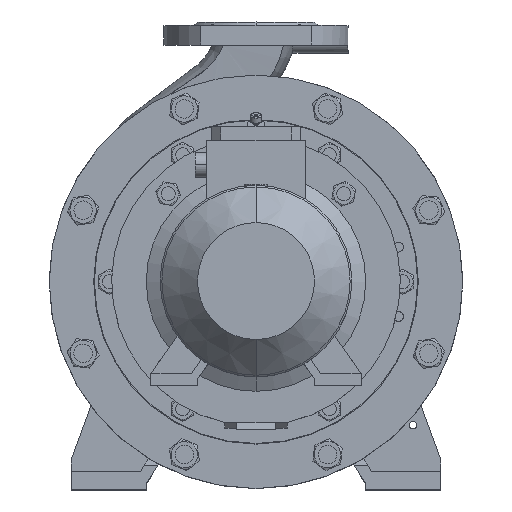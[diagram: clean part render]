
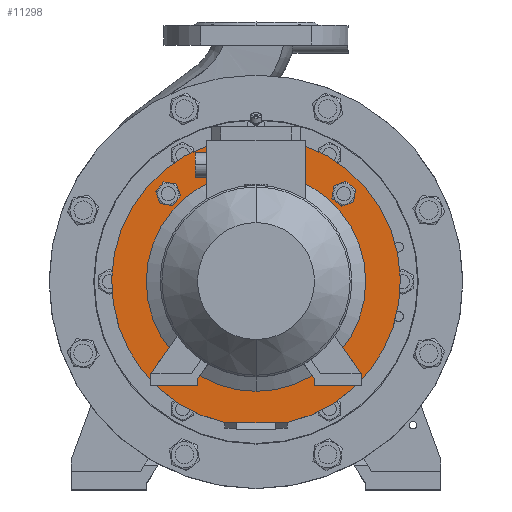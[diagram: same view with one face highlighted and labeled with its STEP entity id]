
A CAD part, top view. The second image highlights one B-rep face of the part: STEP entity #11298.
In plain terms, the highlighted planar face has unit normal (0, 0, 1).
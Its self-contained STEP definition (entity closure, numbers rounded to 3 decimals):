
#309 = ORIENTED_EDGE ( 'NONE', *, *, #46334, .F. ) ;
#406 = FACE_BOUND ( 'NONE', #64932, .T. ) ;
#1437 = PLANE ( 'NONE',  #3760 ) ;
#3760 = AXIS2_PLACEMENT_3D ( 'NONE', #57123, #27125, #26913 ) ;
#4344 = FACE_BOUND ( 'NONE', #48750, .T. ) ;
#5177 = FACE_OUTER_BOUND ( 'NONE', #45156, .T. ) ;
#5282 = ORIENTED_EDGE ( 'NONE', *, *, #8102, .T. ) ;
#5580 = EDGE_CURVE ( 'NONE', #17462, #45242, #53035, .T. ) ;
#5839 = CARTESIAN_POINT ( 'NONE',  ( -84.902, 77.581, 190. ) ) ;
#6206 = CIRCLE ( 'NONE', #29771, 9.025 ) ;
#6545 = CARTESIAN_POINT ( 'NONE',  ( 0., 0., 190. ) ) ;
#6735 = EDGE_CURVE ( 'NONE', #52920, #33946, #40892, .T. ) ;
#7520 = CARTESIAN_POINT ( 'NONE',  ( 0., 95., 190. ) ) ;
#7760 = DIRECTION ( 'NONE',  ( 0., -1., 0. ) ) ;
#8102 = EDGE_CURVE ( 'NONE', #57093, #16119, #13850, .T. ) ;
#8484 = EDGE_CURVE ( 'NONE', #11089, #50216, #16928, .T. ) ;
#9218 = DIRECTION ( 'NONE',  ( 0., 0., 1. ) ) ;
#9246 = DIRECTION ( 'NONE',  ( 0., 0., 1. ) ) ;
#11089 = VERTEX_POINT ( 'NONE', #24019 ) ;
#11215 = CARTESIAN_POINT ( 'NONE',  ( -74.447, -67.126, 190. ) ) ;
#11298 = ADVANCED_FACE ( 'NONE', ( #4344, #15480, #42376, #406, #5177, #47858 ), #1437, .T. ) ;
#13565 = CARTESIAN_POINT ( 'NONE',  ( 0., 0., 190. ) ) ;
#13850 = CIRCLE ( 'NONE', #27336, 95. ) ;
#14169 = ORIENTED_EDGE ( 'NONE', *, *, #6735, .F. ) ;
#14365 = ORIENTED_EDGE ( 'NONE', *, *, #39538, .T. ) ;
#14376 = EDGE_CURVE ( 'NONE', #45242, #17462, #65489, .T. ) ;
#15480 = FACE_BOUND ( 'NONE', #36254, .T. ) ;
#15542 = CIRCLE ( 'NONE', #52851, 125. ) ;
#15870 = ORIENTED_EDGE ( 'NONE', *, *, #25071, .T. ) ;
#16119 = VERTEX_POINT ( 'NONE', #7520 ) ;
#16151 = VERTEX_POINT ( 'NONE', #63810 ) ;
#16732 = DIRECTION ( 'NONE',  ( 0., 1., 0. ) ) ;
#16812 = CARTESIAN_POINT ( 'NONE',  ( -27.221, -122., 190. ) ) ;
#16928 = CIRCLE ( 'NONE', #48835, 125. ) ;
#17462 = VERTEX_POINT ( 'NONE', #29814 ) ;
#17905 = EDGE_CURVE ( 'NONE', #16119, #57093, #51258, .T. ) ;
#18213 = CIRCLE ( 'NONE', #33129, 9.025 ) ;
#19177 = CARTESIAN_POINT ( 'NONE',  ( 0., 0., 190. ) ) ;
#19184 = DIRECTION ( 'NONE',  ( 0., -1., 0. ) ) ;
#19213 = CIRCLE ( 'NONE', #23239, 9.025 ) ;
#19247 = DIRECTION ( 'NONE',  ( 0., -1., 0. ) ) ;
#19899 = CARTESIAN_POINT ( 'NONE',  ( -76.014, -76.014, 190. ) ) ;
#20084 = LINE ( 'NONE', #46871, #48538 ) ;
#20132 = CARTESIAN_POINT ( 'NONE',  ( 77.581, 84.902, 190. ) ) ;
#20743 = ORIENTED_EDGE ( 'NONE', *, *, #5580, .F. ) ;
#21296 = EDGE_CURVE ( 'NONE', #16151, #60988, #19213, .T. ) ;
#22176 = AXIS2_PLACEMENT_3D ( 'NONE', #19899, #65400, #44668 ) ;
#22414 = EDGE_CURVE ( 'NONE', #63681, #43769, #18213, .T. ) ;
#23239 = AXIS2_PLACEMENT_3D ( 'NONE', #33359, #9246, #19184 ) ;
#24019 = CARTESIAN_POINT ( 'NONE',  ( 0., 125., 190. ) ) ;
#24097 = CARTESIAN_POINT ( 'NONE',  ( -76.014, 76.014, 190. ) ) ;
#24697 = DIRECTION ( 'NONE',  ( 0., 1., 0. ) ) ;
#25071 = EDGE_CURVE ( 'NONE', #43769, #63681, #29867, .T. ) ;
#26701 = ORIENTED_EDGE ( 'NONE', *, *, #17905, .T. ) ;
#26913 = DIRECTION ( 'NONE',  ( 0., -1., 0. ) ) ;
#27125 = DIRECTION ( 'NONE',  ( 0., 0., 1. ) ) ;
#27336 = AXIS2_PLACEMENT_3D ( 'NONE', #19177, #34277, #24697 ) ;
#27700 = CIRCLE ( 'NONE', #22176, 9.025 ) ;
#28826 = ORIENTED_EDGE ( 'NONE', *, *, #59344, .F. ) ;
#29355 = CARTESIAN_POINT ( 'NONE',  ( 76.014, 76.014, 190. ) ) ;
#29771 = AXIS2_PLACEMENT_3D ( 'NONE', #29355, #9218, #48965 ) ;
#29814 = CARTESIAN_POINT ( 'NONE',  ( 67.126, -74.447, 190. ) ) ;
#29867 = CIRCLE ( 'NONE', #32450, 9.025 ) ;
#30883 = ORIENTED_EDGE ( 'NONE', *, *, #49513, .F. ) ;
#31015 = EDGE_LOOP ( 'NONE', ( #26701, #5282 ) ) ;
#31723 = CARTESIAN_POINT ( 'NONE',  ( 27.221, -122., 190. ) ) ;
#32450 = AXIS2_PLACEMENT_3D ( 'NONE', #41520, #36014, #46529 ) ;
#33129 = AXIS2_PLACEMENT_3D ( 'NONE', #24097, #54350, #19247 ) ;
#33359 = CARTESIAN_POINT ( 'NONE',  ( 76.014, 76.014, 190. ) ) ;
#33387 = VERTEX_POINT ( 'NONE', #16812 ) ;
#33946 = VERTEX_POINT ( 'NONE', #11215 ) ;
#34277 = DIRECTION ( 'NONE',  ( 0., 0., -1. ) ) ;
#34751 = CARTESIAN_POINT ( 'NONE',  ( -77.581, -84.902, 190. ) ) ;
#34902 = EDGE_LOOP ( 'NONE', ( #20743, #38489 ) ) ;
#35494 = ORIENTED_EDGE ( 'NONE', *, *, #8484, .F. ) ;
#36014 = DIRECTION ( 'NONE',  ( 0., 0., -1. ) ) ;
#36254 = EDGE_LOOP ( 'NONE', ( #309, #14169 ) ) ;
#38489 = ORIENTED_EDGE ( 'NONE', *, *, #14376, .F. ) ;
#38587 = DIRECTION ( 'NONE',  ( 0., -1., 0. ) ) ;
#39538 = EDGE_CURVE ( 'NONE', #33387, #50216, #20084, .T. ) ;
#40421 = CARTESIAN_POINT ( 'NONE',  ( 0., 0., 190. ) ) ;
#40605 = CARTESIAN_POINT ( 'NONE',  ( -76.014, -76.014, 190. ) ) ;
#40892 = CIRCLE ( 'NONE', #49128, 9.025 ) ;
#41520 = CARTESIAN_POINT ( 'NONE',  ( -76.014, 76.014, 190. ) ) ;
#41950 = DIRECTION ( 'NONE',  ( 0., 0., -1. ) ) ;
#42376 = FACE_BOUND ( 'NONE', #34902, .T. ) ;
#43651 = DIRECTION ( 'NONE',  ( 0., 0., -1. ) ) ;
#43769 = VERTEX_POINT ( 'NONE', #5839 ) ;
#44668 = DIRECTION ( 'NONE',  ( 0., -1., 0. ) ) ;
#44851 = AXIS2_PLACEMENT_3D ( 'NONE', #13565, #43651, #53526 ) ;
#45156 = EDGE_LOOP ( 'NONE', ( #14365, #35494, #28826 ) ) ;
#45242 = VERTEX_POINT ( 'NONE', #64686 ) ;
#45445 = DIRECTION ( 'NONE',  ( 0., 0., -1. ) ) ;
#46334 = EDGE_CURVE ( 'NONE', #33946, #52920, #27700, .T. ) ;
#46529 = DIRECTION ( 'NONE',  ( 0., -1., 0. ) ) ;
#46674 = CARTESIAN_POINT ( 'NONE',  ( -67.126, 74.447, 190. ) ) ;
#46871 = CARTESIAN_POINT ( 'NONE',  ( -125., -122., 190. ) ) ;
#47858 = FACE_BOUND ( 'NONE', #31015, .T. ) ;
#48538 = VECTOR ( 'NONE', #57029, 1000. ) ;
#48750 = EDGE_LOOP ( 'NONE', ( #57834, #15870 ) ) ;
#48835 = AXIS2_PLACEMENT_3D ( 'NONE', #6545, #41950, #16732 ) ;
#48965 = DIRECTION ( 'NONE',  ( 0., -1., 0. ) ) ;
#49128 = AXIS2_PLACEMENT_3D ( 'NONE', #40605, #60401, #50250 ) ;
#49513 = EDGE_CURVE ( 'NONE', #60988, #16151, #6206, .T. ) ;
#50216 = VERTEX_POINT ( 'NONE', #31723 ) ;
#50250 = DIRECTION ( 'NONE',  ( 0., -1., 0. ) ) ;
#50504 = DIRECTION ( 'NONE',  ( 0., 1., 0. ) ) ;
#51258 = CIRCLE ( 'NONE', #44851, 95. ) ;
#52588 = DIRECTION ( 'NONE',  ( 0., 0., 1. ) ) ;
#52851 = AXIS2_PLACEMENT_3D ( 'NONE', #40421, #45445, #50504 ) ;
#52920 = VERTEX_POINT ( 'NONE', #34751 ) ;
#53035 = CIRCLE ( 'NONE', #58328, 9.025 ) ;
#53080 = DIRECTION ( 'NONE',  ( 0., 0., 1. ) ) ;
#53526 = DIRECTION ( 'NONE',  ( 0., 1., 0. ) ) ;
#53655 = CARTESIAN_POINT ( 'NONE',  ( 0., -95., 190. ) ) ;
#53703 = CARTESIAN_POINT ( 'NONE',  ( 76.014, -76.014, 190. ) ) ;
#54350 = DIRECTION ( 'NONE',  ( 0., 0., -1. ) ) ;
#57029 = DIRECTION ( 'NONE',  ( 1., 0., 0. ) ) ;
#57093 = VERTEX_POINT ( 'NONE', #53655 ) ;
#57123 = CARTESIAN_POINT ( 'NONE',  ( 0., 125., 190. ) ) ;
#57501 = CARTESIAN_POINT ( 'NONE',  ( 76.014, -76.014, 190. ) ) ;
#57735 = AXIS2_PLACEMENT_3D ( 'NONE', #57501, #52588, #7760 ) ;
#57834 = ORIENTED_EDGE ( 'NONE', *, *, #22414, .T. ) ;
#58328 = AXIS2_PLACEMENT_3D ( 'NONE', #53703, #53080, #38587 ) ;
#59344 = EDGE_CURVE ( 'NONE', #33387, #11089, #15542, .T. ) ;
#60401 = DIRECTION ( 'NONE',  ( 0., 0., 1. ) ) ;
#60988 = VERTEX_POINT ( 'NONE', #20132 ) ;
#63681 = VERTEX_POINT ( 'NONE', #46674 ) ;
#63810 = CARTESIAN_POINT ( 'NONE',  ( 74.447, 67.126, 190. ) ) ;
#64686 = CARTESIAN_POINT ( 'NONE',  ( 84.902, -77.581, 190. ) ) ;
#64932 = EDGE_LOOP ( 'NONE', ( #64970, #30883 ) ) ;
#64970 = ORIENTED_EDGE ( 'NONE', *, *, #21296, .F. ) ;
#65400 = DIRECTION ( 'NONE',  ( 0., 0., 1. ) ) ;
#65489 = CIRCLE ( 'NONE', #57735, 9.025 ) ;
